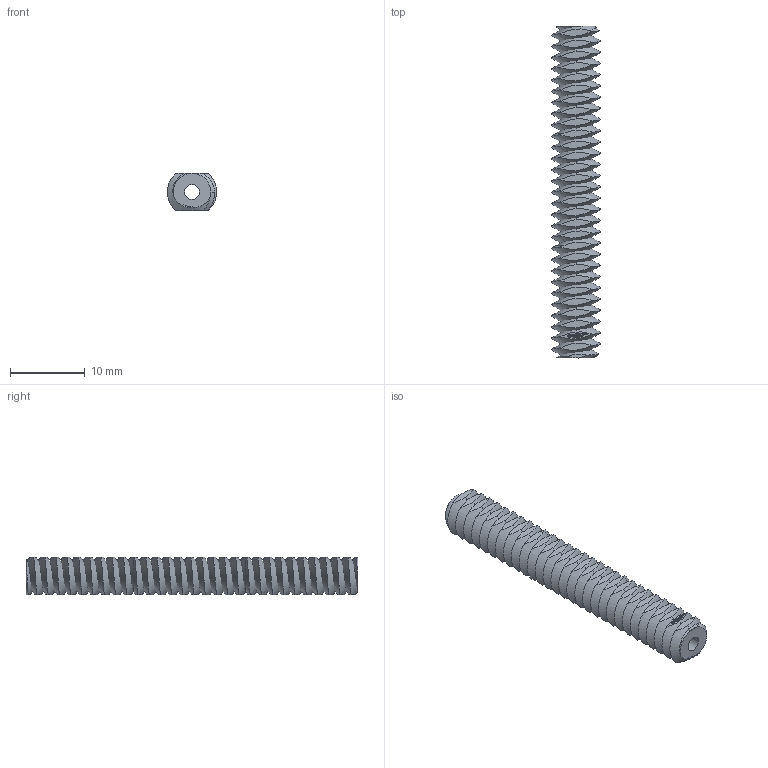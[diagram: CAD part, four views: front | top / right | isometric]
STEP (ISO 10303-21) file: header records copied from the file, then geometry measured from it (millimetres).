
FILE_DESCRIPTION(('FreeCAD Model'),'2;1');
FILE_NAME('Open CASCADE Shape Model','2023-11-29T16:42:51',(''),(''), 'Open CASCADE STEP processor 7.6','FreeCAD','Unknown');
FILE_SCHEMA(('AUTOMOTIVE_DESIGN { 1 0 10303 214 1 1 1 1 }'));
Products named in the file (1): Threaded Rod FL-RH BU02.75 - SPN-THR-0011 (stemfie.org)
Bounding box: 6.6 x 44.38 x 5 mm (x, y, z)
Volume: 807.7 mm3; surface area: 1617.6 mm2
Topology: 1 solids, 1 shells, 569 faces, 1574 edges, 1038 vertices
Faces by surface type: plane 380, extrusion 116, bspline 66, cone 6, cylinder 1
Full cylindrical faces by diameter (mm): 2 x1
Entity records: 59689 total; most frequent: CARTESIAN_POINT 30492, DIRECTION 4383, VECTOR 3572, LINE 3456, ORIENTED_EDGE 3148, PCURVE 3148, DEFINITIONAL_REPRESENTATION 3148, EDGE_CURVE 1574
